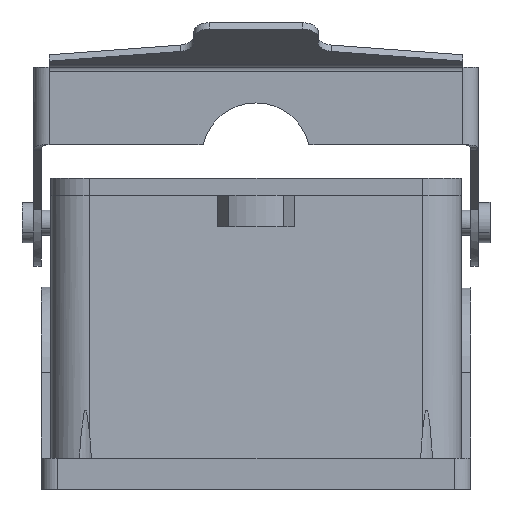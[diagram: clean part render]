
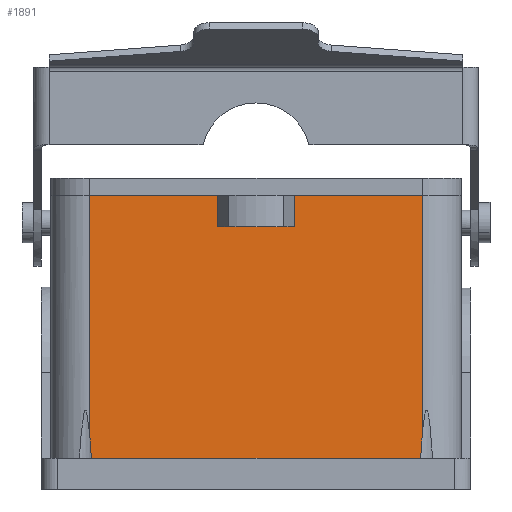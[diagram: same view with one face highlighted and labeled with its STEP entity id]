
A CAD part, left-side view. The second image highlights one B-rep face of the part: STEP entity #1891.
In plain terms, the highlighted planar face has unit normal (-1, 0, 0.03).
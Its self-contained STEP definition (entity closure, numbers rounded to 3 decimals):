
#1820=AXIS2_PLACEMENT_3D('Plane Axis2P3D',#1817,#1818,#1819) ;
#423=CARTESIAN_POINT('Vertex',(18.918,22.327,10.)) ;
#426=CARTESIAN_POINT('Line Origine',(18.918,75.25,10.)) ;
#430=CARTESIAN_POINT('Vertex',(18.918,128.173,10.)) ;
#1802=CARTESIAN_POINT('Vertex',(19.157,21.75,17.808)) ;
#1806=CARTESIAN_POINT('Control Point',(19.157,21.75,17.808)) ;
#1807=CARTESIAN_POINT('Control Point',(19.077,21.975,15.207)) ;
#1808=CARTESIAN_POINT('Control Point',(18.998,22.16,12.606)) ;
#1809=CARTESIAN_POINT('Control Point',(18.918,22.327,10.)) ;
#1817=CARTESIAN_POINT('Axis2P3D Location',(21.5,75.25,94.5)) ;
#1822=CARTESIAN_POINT('Line Origine',(20.328,21.75,56.154)) ;
#1826=CARTESIAN_POINT('Vertex',(21.5,21.75,94.5)) ;
#1829=CARTESIAN_POINT('Line Origine',(21.5,42.246,94.5)) ;
#1833=CARTESIAN_POINT('Vertex',(21.5,62.742,94.5)) ;
#1836=CARTESIAN_POINT('Line Origine',(21.347,62.798,89.5)) ;
#1840=CARTESIAN_POINT('Vertex',(21.194,62.853,84.5)) ;
#1843=CARTESIAN_POINT('Line Origine',(21.194,75.25,84.5)) ;
#1847=CARTESIAN_POINT('Vertex',(21.194,87.647,84.5)) ;
#1850=CARTESIAN_POINT('Line Origine',(21.347,87.702,89.5)) ;
#1854=CARTESIAN_POINT('Vertex',(21.5,87.758,94.5)) ;
#1857=CARTESIAN_POINT('Line Origine',(21.5,108.254,94.5)) ;
#1861=CARTESIAN_POINT('Vertex',(21.5,128.75,94.5)) ;
#1864=CARTESIAN_POINT('Line Origine',(20.328,128.75,56.154)) ;
#1868=CARTESIAN_POINT('Vertex',(19.157,128.75,17.808)) ;
#1872=CARTESIAN_POINT('Control Point',(19.157,128.75,17.808)) ;
#1873=CARTESIAN_POINT('Control Point',(19.109,128.615,16.247)) ;
#1874=CARTESIAN_POINT('Control Point',(19.061,128.492,14.687)) ;
#1875=CARTESIAN_POINT('Control Point',(19.014,128.379,13.125)) ;
#1876=CARTESIAN_POINT('Control Point',(18.966,128.273,11.564)) ;
#1877=CARTESIAN_POINT('Control Point',(18.918,128.173,10.)) ;
#427=DIRECTION('Vector Direction',(0.,1.,0.)) ;
#1818=DIRECTION('Axis2P3D Direction',(-1.,0.,0.031)) ;
#1819=DIRECTION('Axis2P3D XDirection',(0.,1.,0.)) ;
#1823=DIRECTION('Vector Direction',(-0.031,0.,-1.)) ;
#1830=DIRECTION('Vector Direction',(0.,1.,0.)) ;
#1837=DIRECTION('Vector Direction',(-0.031,0.011,-0.999)) ;
#1844=DIRECTION('Vector Direction',(0.,1.,0.)) ;
#1851=DIRECTION('Vector Direction',(-0.031,-0.011,-0.999)) ;
#1858=DIRECTION('Vector Direction',(0.,1.,0.)) ;
#1865=DIRECTION('Vector Direction',(-0.031,0.,-1.)) ;
#428=VECTOR('Line Direction',#427,1.) ;
#1824=VECTOR('Line Direction',#1823,1.) ;
#1831=VECTOR('Line Direction',#1830,1.) ;
#1838=VECTOR('Line Direction',#1837,1.) ;
#1845=VECTOR('Line Direction',#1844,1.) ;
#1852=VECTOR('Line Direction',#1851,1.) ;
#1859=VECTOR('Line Direction',#1858,1.) ;
#1866=VECTOR('Line Direction',#1865,1.) ;
#1880=ORIENTED_EDGE('',*,*,#1828,.F.) ;
#1881=ORIENTED_EDGE('',*,*,#1835,.F.) ;
#1882=ORIENTED_EDGE('',*,*,#1842,.T.) ;
#1883=ORIENTED_EDGE('',*,*,#1849,.T.) ;
#1884=ORIENTED_EDGE('',*,*,#1856,.F.) ;
#1885=ORIENTED_EDGE('',*,*,#1863,.F.) ;
#1886=ORIENTED_EDGE('',*,*,#1870,.F.) ;
#1887=ORIENTED_EDGE('',*,*,#1878,.T.) ;
#1888=ORIENTED_EDGE('',*,*,#432,.F.) ;
#1889=ORIENTED_EDGE('',*,*,#1810,.F.) ;
#1891=ADVANCED_FACE('Housing',(#1890),#1821,.T.) ;
#1805=B_SPLINE_CURVE_WITH_KNOTS('',3,(#1806,#1807,#1808,#1809),.UNSPECIFIED.,.F.,.U.,(4,4),(0.,11.078),.UNSPECIFIED.) ;
#1871=B_SPLINE_CURVE_WITH_KNOTS('',5,(#1872,#1873,#1874,#1875,#1876,#1877),.UNSPECIFIED.,.F.,.U.,(6,6),(0.,11.078),.UNSPECIFIED.) ;
#432=EDGE_CURVE('',#424,#431,#429,.T.) ;
#1810=EDGE_CURVE('',#1803,#424,#1805,.T.) ;
#1828=EDGE_CURVE('',#1827,#1803,#1825,.T.) ;
#1835=EDGE_CURVE('',#1834,#1827,#1832,.F.) ;
#1842=EDGE_CURVE('',#1834,#1841,#1839,.T.) ;
#1849=EDGE_CURVE('',#1841,#1848,#1846,.T.) ;
#1856=EDGE_CURVE('',#1855,#1848,#1853,.T.) ;
#1863=EDGE_CURVE('',#1862,#1855,#1860,.F.) ;
#1870=EDGE_CURVE('',#1869,#1862,#1867,.F.) ;
#1878=EDGE_CURVE('',#1869,#431,#1871,.T.) ;
#1879=EDGE_LOOP('',(#1880,#1881,#1882,#1883,#1884,#1885,#1886,#1887,#1888,#1889)) ;
#1890=FACE_OUTER_BOUND('',#1879,.T.) ;
#429=LINE('Line',#426,#428) ;
#1825=LINE('Line',#1822,#1824) ;
#1832=LINE('Line',#1829,#1831) ;
#1839=LINE('Line',#1836,#1838) ;
#1846=LINE('Line',#1843,#1845) ;
#1853=LINE('Line',#1850,#1852) ;
#1860=LINE('Line',#1857,#1859) ;
#1867=LINE('Line',#1864,#1866) ;
#1821=PLANE('',#1820) ;
#424=VERTEX_POINT('',#423) ;
#431=VERTEX_POINT('',#430) ;
#1803=VERTEX_POINT('',#1802) ;
#1827=VERTEX_POINT('',#1826) ;
#1834=VERTEX_POINT('',#1833) ;
#1841=VERTEX_POINT('',#1840) ;
#1848=VERTEX_POINT('',#1847) ;
#1855=VERTEX_POINT('',#1854) ;
#1862=VERTEX_POINT('',#1861) ;
#1869=VERTEX_POINT('',#1868) ;
